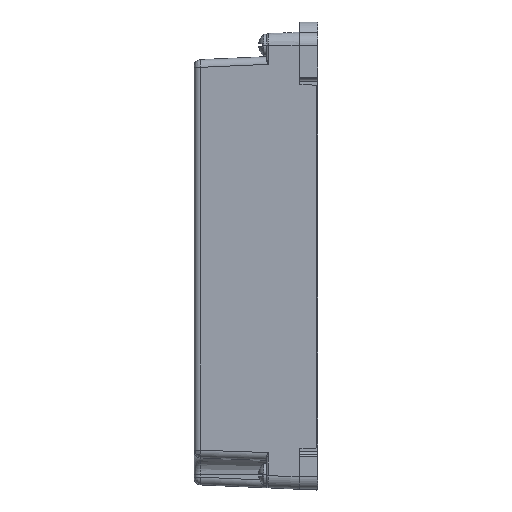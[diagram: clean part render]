
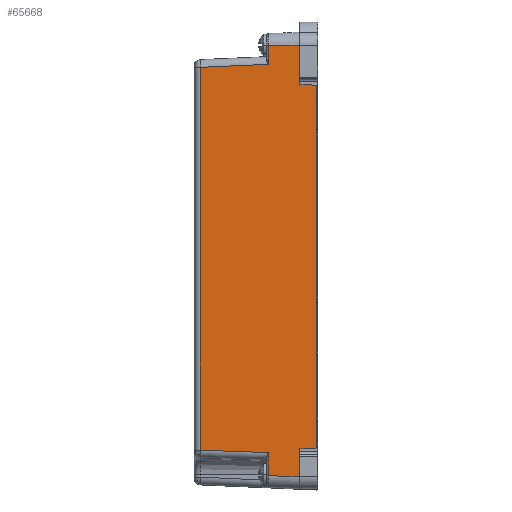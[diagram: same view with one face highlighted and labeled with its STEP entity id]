
A CAD part, left-side view. The second image highlights one B-rep face of the part: STEP entity #65668.
In plain terms, the highlighted face is planar.
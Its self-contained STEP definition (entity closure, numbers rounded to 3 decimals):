
#734=(
BOUNDED_CURVE()
B_SPLINE_CURVE(3,(#106723,#106724,#106725,#106726),.UNSPECIFIED.,.F.,.U.)
B_SPLINE_CURVE_WITH_KNOTS((4,4),(0.,1.527),
 .UNSPECIFIED.)
CURVE()
GEOMETRIC_REPRESENTATION_ITEM()
RATIONAL_B_SPLINE_CURVE((1.,0.815,0.815,1.))
REPRESENTATION_ITEM('')
);
#735=(
BOUNDED_CURVE()
B_SPLINE_CURVE(3,(#106730,#106731,#106732,#106733),.UNSPECIFIED.,.F.,.U.)
B_SPLINE_CURVE_WITH_KNOTS((4,4),(1.614,3.142),
 .UNSPECIFIED.)
CURVE()
GEOMETRIC_REPRESENTATION_ITEM()
RATIONAL_B_SPLINE_CURVE((1.,0.815,0.815,1.))
REPRESENTATION_ITEM('')
);
#736=(
BOUNDED_CURVE()
B_SPLINE_CURVE(3,(#106753,#106754,#106755,#106756),.UNSPECIFIED.,.F.,.U.)
B_SPLINE_CURVE_WITH_KNOTS((4,4),(0.,1.527),
 .UNSPECIFIED.)
CURVE()
GEOMETRIC_REPRESENTATION_ITEM()
RATIONAL_B_SPLINE_CURVE((1.,0.815,0.815,1.))
REPRESENTATION_ITEM('')
);
#737=(
BOUNDED_CURVE()
B_SPLINE_CURVE(3,(#106760,#106761,#106762,#106763),.UNSPECIFIED.,.F.,.U.)
B_SPLINE_CURVE_WITH_KNOTS((4,4),(1.614,3.142),
 .UNSPECIFIED.)
CURVE()
GEOMETRIC_REPRESENTATION_ITEM()
RATIONAL_B_SPLINE_CURVE((1.,0.815,0.815,1.))
REPRESENTATION_ITEM('')
);
#3837=PLANE('',#70335);
#11025=VECTOR('',#83893,1.);
#11026=VECTOR('',#83894,1.);
#11027=VECTOR('',#83895,1.);
#11028=VECTOR('',#83896,1.);
#11029=VECTOR('',#83897,1.);
#11030=VECTOR('',#83898,1.);
#11031=VECTOR('',#83899,1.);
#11032=VECTOR('',#83900,1.);
#11033=VECTOR('',#83901,1.);
#11034=VECTOR('',#83902,1.);
#11035=VECTOR('',#83903,1.);
#11036=VECTOR('',#83904,1.);
#18551=LINE('',#106720,#11025);
#18552=LINE('',#106728,#11026);
#18553=LINE('',#106735,#11027);
#18554=LINE('',#106737,#11028);
#18555=LINE('',#106739,#11029);
#18556=LINE('',#106741,#11030);
#18557=LINE('',#106743,#11031);
#18558=LINE('',#106745,#11032);
#18559=LINE('',#106747,#11033);
#18560=LINE('',#106749,#11034);
#18561=LINE('',#106751,#11035);
#18562=LINE('',#106758,#11036);
#24593=VERTEX_POINT('',#106721);
#24594=VERTEX_POINT('',#106722);
#24595=VERTEX_POINT('',#106727);
#24596=VERTEX_POINT('',#106729);
#24597=VERTEX_POINT('',#106734);
#24598=VERTEX_POINT('',#106736);
#24599=VERTEX_POINT('',#106738);
#24600=VERTEX_POINT('',#106740);
#24601=VERTEX_POINT('',#106742);
#24602=VERTEX_POINT('',#106744);
#24603=VERTEX_POINT('',#106746);
#24604=VERTEX_POINT('',#106748);
#24605=VERTEX_POINT('',#106750);
#24606=VERTEX_POINT('',#106752);
#24607=VERTEX_POINT('',#106757);
#24608=VERTEX_POINT('',#106759);
#34883=EDGE_CURVE('',#24593,#24594,#18551,.T.);
#34884=EDGE_CURVE('',#24594,#24595,#734,.T.);
#34885=EDGE_CURVE('',#24596,#24595,#18552,.T.);
#34886=EDGE_CURVE('',#24596,#24597,#735,.T.);
#34887=EDGE_CURVE('',#24598,#24597,#18553,.T.);
#34888=EDGE_CURVE('',#24599,#24598,#18554,.T.);
#34889=EDGE_CURVE('',#24599,#24600,#18555,.T.);
#34890=EDGE_CURVE('',#24600,#24601,#18556,.T.);
#34891=EDGE_CURVE('',#24601,#24602,#18557,.T.);
#34892=EDGE_CURVE('',#24602,#24603,#18558,.T.);
#34893=EDGE_CURVE('',#24603,#24604,#18559,.T.);
#34894=EDGE_CURVE('',#24604,#24605,#18560,.T.);
#34895=EDGE_CURVE('',#24605,#24606,#18561,.T.);
#34896=EDGE_CURVE('',#24606,#24607,#736,.T.);
#34897=EDGE_CURVE('',#24608,#24607,#18562,.T.);
#34898=EDGE_CURVE('',#24608,#24593,#737,.T.);
#52766=ORIENTED_EDGE('',*,*,#34883,.T.);
#52767=ORIENTED_EDGE('',*,*,#34884,.T.);
#52768=ORIENTED_EDGE('',*,*,#34885,.F.);
#52769=ORIENTED_EDGE('',*,*,#34886,.T.);
#52770=ORIENTED_EDGE('',*,*,#34887,.F.);
#52771=ORIENTED_EDGE('',*,*,#34888,.F.);
#52772=ORIENTED_EDGE('',*,*,#34889,.T.);
#52773=ORIENTED_EDGE('',*,*,#34890,.T.);
#52774=ORIENTED_EDGE('',*,*,#34891,.T.);
#52775=ORIENTED_EDGE('',*,*,#34892,.T.);
#52776=ORIENTED_EDGE('',*,*,#34893,.T.);
#52777=ORIENTED_EDGE('',*,*,#34894,.T.);
#52778=ORIENTED_EDGE('',*,*,#34895,.T.);
#52779=ORIENTED_EDGE('',*,*,#34896,.T.);
#52780=ORIENTED_EDGE('',*,*,#34897,.F.);
#52781=ORIENTED_EDGE('',*,*,#34898,.T.);
#58070=EDGE_LOOP('',(#52766,#52767,#52768,#52769,#52770,#52771,#52772,#52773,
#52774,#52775,#52776,#52777,#52778,#52779,#52780,#52781));
#62080=FACE_BOUND('',#58070,.T.);
#65668=ADVANCED_FACE('',(#62080),#3837,.T.);
#70335=AXIS2_PLACEMENT_3D('',#106719,#83892,$);
#83892=DIRECTION('',(0.,-0.999,-0.044));
#83893=DIRECTION('',(-1.,0.,0.));
#83894=DIRECTION('',(0.044,-0.044,0.998));
#83895=DIRECTION('',(1.,0.,0.));
#83896=DIRECTION('',(0.,-0.044,0.999));
#83897=DIRECTION('',(1.,0.,0.));
#83898=DIRECTION('',(0.044,0.044,-0.998));
#83899=DIRECTION('',(1.,0.,0.));
#83900=DIRECTION('',(0.035,-0.044,0.998));
#83901=DIRECTION('',(1.,0.,0.));
#83902=DIRECTION('',(0.044,-0.044,0.998));
#83903=DIRECTION('',(-1.,0.,0.));
#83904=DIRECTION('',(0.044,0.044,-0.998));
#106719=CARTESIAN_POINT('',(-69.75,-56.25,0.));
#106720=CARTESIAN_POINT('',(55.71,-57.975,39.5));
#106721=CARTESIAN_POINT('',(55.71,-57.975,39.5));
#106722=CARTESIAN_POINT('',(-61.36,-57.975,39.5));
#106723=CARTESIAN_POINT('',(-61.36,-57.975,39.5));
#106724=CARTESIAN_POINT('',(-61.473,-57.975,39.5));
#106725=CARTESIAN_POINT('',(-61.555,-57.971,39.422));
#106726=CARTESIAN_POINT('',(-61.56,-57.966,39.309));
#106727=CARTESIAN_POINT('',(-61.56,-57.966,39.309));
#106728=CARTESIAN_POINT('',(-61.783,-57.743,34.191));
#106729=CARTESIAN_POINT('',(-61.783,-57.743,34.191));
#106730=CARTESIAN_POINT('',(-61.783,-57.743,34.191));
#106731=CARTESIAN_POINT('',(-61.788,-57.738,34.078));
#106732=CARTESIAN_POINT('',(-61.87,-57.734,34.));
#106733=CARTESIAN_POINT('',(-61.983,-57.734,34.));
#106734=CARTESIAN_POINT('',(-61.983,-57.734,34.));
#106735=CARTESIAN_POINT('',(-74.5,-57.734,34.));
#106736=CARTESIAN_POINT('',(-74.5,-57.734,34.));
#106737=CARTESIAN_POINT('',(-74.5,-57.297,23.978));
#106738=CARTESIAN_POINT('',(-74.5,-57.297,23.978));
#106739=CARTESIAN_POINT('',(-74.5,-57.297,23.978));
#106740=CARTESIAN_POINT('',(-68.299,-57.297,23.978));
#106741=CARTESIAN_POINT('',(-68.299,-57.297,23.978));
#106742=CARTESIAN_POINT('',(-67.336,-56.334,1.913));
#106743=CARTESIAN_POINT('',(-67.336,-56.334,1.913));
#106744=CARTESIAN_POINT('',(56.592,-56.334,1.913));
#106745=CARTESIAN_POINT('',(56.592,-56.334,1.913));
#106746=CARTESIAN_POINT('',(57.363,-57.297,23.978));
#106747=CARTESIAN_POINT('',(57.363,-57.297,23.978));
#106748=CARTESIAN_POINT('',(64.801,-57.297,23.978));
#106749=CARTESIAN_POINT('',(64.801,-57.297,23.978));
#106750=CARTESIAN_POINT('',(65.238,-57.734,34.));
#106751=CARTESIAN_POINT('',(65.238,-57.734,34.));
#106752=CARTESIAN_POINT('',(56.333,-57.734,34.));
#106753=CARTESIAN_POINT('',(56.333,-57.734,34.));
#106754=CARTESIAN_POINT('',(56.22,-57.734,34.));
#106755=CARTESIAN_POINT('',(56.138,-57.738,34.078));
#106756=CARTESIAN_POINT('',(56.133,-57.743,34.191));
#106757=CARTESIAN_POINT('',(56.133,-57.743,34.191));
#106758=CARTESIAN_POINT('',(55.91,-57.966,39.309));
#106759=CARTESIAN_POINT('',(55.91,-57.966,39.309));
#106760=CARTESIAN_POINT('',(55.91,-57.966,39.309));
#106761=CARTESIAN_POINT('',(55.905,-57.971,39.422));
#106762=CARTESIAN_POINT('',(55.823,-57.975,39.5));
#106763=CARTESIAN_POINT('',(55.71,-57.975,39.5));
